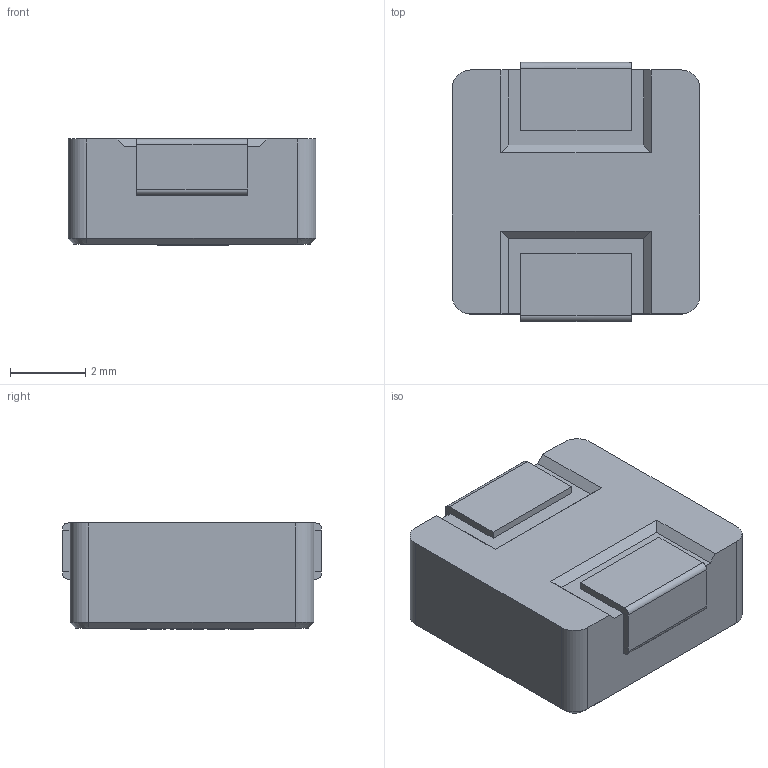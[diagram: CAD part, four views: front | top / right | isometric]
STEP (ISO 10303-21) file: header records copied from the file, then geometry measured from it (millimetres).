
FILE_DESCRIPTION(/* description */ (''),/* implementation_level */ '2;1');
FILE_NAME(/* name */ 'TMPC0603H-Series',/* time_stamp */ '2014-01-20T14:49:32+08:00',/* author */ (''),/* organization */ (''),/* preprocessor_version */ 'ST-DEVELOPER v9',/* originating_system */ 'UGS - NX 4.0',/* authorisation */ '');
FILE_SCHEMA (('CONFIG_CONTROL_DESIGN'));
Products named in the file (1): Admi867Eoqhr
Bounding box: 6.6 x 6.9 x 2.83 mm (x, y, z)
Volume: 129.8 mm3; surface area: 301.4 mm2
Topology: 25 solids, 26 shells, 245 faces, 566 edges, 372 vertices
Faces by surface type: plane 140, extrusion 73, bspline 17, cylinder 11, cone 4
Full cylindrical faces by diameter (mm): 0.45 x3
Entity records: 40154 total; most frequent: CARTESIAN_POINT 35276, ORIENTED_EDGE 1072, DIRECTION 692, EDGE_CURVE 536, VERTEX_POINT 361, B_SPLINE_CURVE_WITH_KNOTS 309, VECTOR 294, EDGE_LOOP 269
